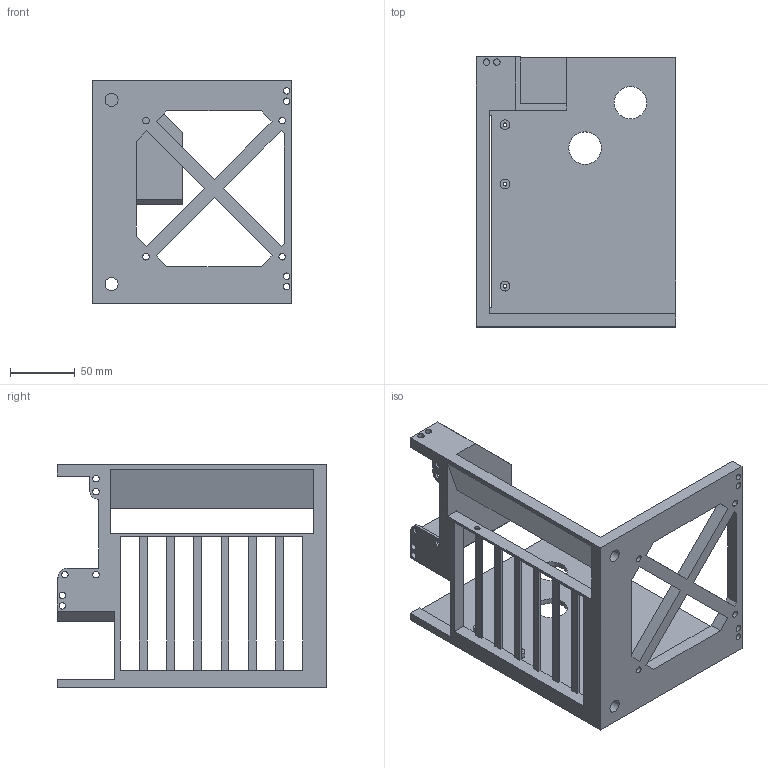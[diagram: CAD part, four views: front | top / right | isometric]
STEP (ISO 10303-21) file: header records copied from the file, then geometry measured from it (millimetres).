
FILE_DESCRIPTION(/* description */ (''),/* implementation_level */ '2;1');
FILE_NAME(/* name */ 'case-bot-left-atx.stp',/* time_stamp */ '2021-12-11T18:58:35-05:00',/* author */ ('Apex'),/* organization */ (''),/* preprocessor_version */ 'ST-DEVELOPER v18.1',/* originating_system */ 'Autodesk Inventor 2021',/* authorisation */ '');
FILE_SCHEMA (('AUTOMOTIVE_DESIGN { 1 0 10303 214 3 1 1 }'));
Length unit declared in the file: millimetre
Products named in the file (1): PC-Case-2
Bounding box: 154 x 208 x 172 mm (x, y, z)
Volume: 404664.7 mm3; surface area: 169389.4 mm2
Topology: 1 solids, 1 shells, 110 faces, 441 edges, 418 vertices
Faces by surface type: plane 81, cylinder 29
Full cylindrical faces by diameter (mm): 3 x3, 4 x1, 5 x16, 7.5 x3, 10 x2, 25 x2
Entity records: 4393 total; most frequent: CARTESIAN_POINT 870, ORIENTED_EDGE 682, DIRECTION 637, EDGE_CURVE 341, LINE 283, VECTOR 283, VERTEX_POINT 226, EDGE_LOOP 177
